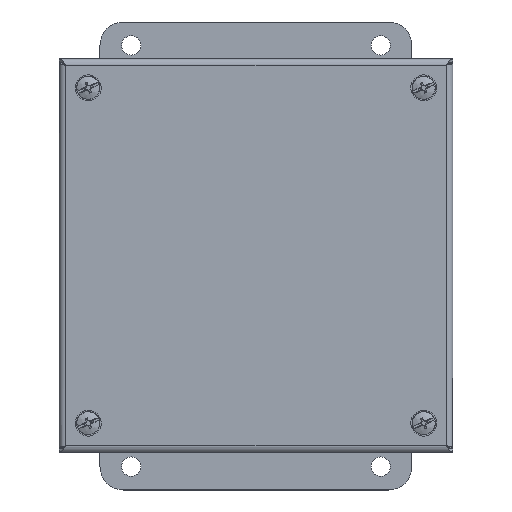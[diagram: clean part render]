
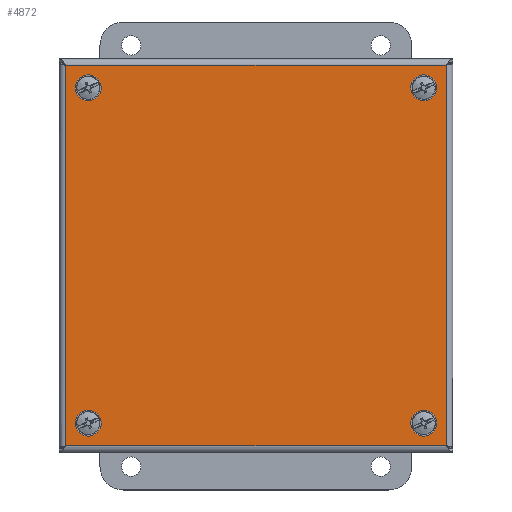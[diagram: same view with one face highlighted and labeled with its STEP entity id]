
A CAD part, top view. The second image highlights one B-rep face of the part: STEP entity #4872.
In plain terms, the highlighted planar face has unit normal (0, 0, 1).
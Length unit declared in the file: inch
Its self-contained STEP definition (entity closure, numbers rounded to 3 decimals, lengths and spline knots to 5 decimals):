
#534=FACE_BOUND('',#1189,.T.);
#535=FACE_BOUND('',#1190,.T.);
#536=FACE_BOUND('',#1191,.T.);
#537=FACE_BOUND('',#1192,.T.);
#668=PLANE('',#5431);
#895=FACE_OUTER_BOUND('',#1188,.T.);
#1188=EDGE_LOOP('',(#4162,#4163,#4164,#4165));
#1189=EDGE_LOOP('',(#4166,#4167));
#1190=EDGE_LOOP('',(#4168,#4169));
#1191=EDGE_LOOP('',(#4170,#4171));
#1192=EDGE_LOOP('',(#4172,#4173));
#1582=LINE('',#8172,#1981);
#1593=LINE('',#8372,#1992);
#1599=LINE('',#8408,#1998);
#1600=LINE('',#8412,#1999);
#1981=VECTOR('',#6365,0.3937);
#1992=VECTOR('',#6388,0.3937);
#1998=VECTOR('',#6430,0.3937);
#1999=VECTOR('',#6437,0.3937);
#2157=CIRCLE('',#5411,0.1405);
#2158=CIRCLE('',#5412,0.1405);
#2160=CIRCLE('',#5415,0.1405);
#2161=CIRCLE('',#5416,0.1405);
#2163=CIRCLE('',#5419,0.1405);
#2164=CIRCLE('',#5420,0.1405);
#2166=CIRCLE('',#5423,0.1405);
#2167=CIRCLE('',#5424,0.1405);
#2462=VERTEX_POINT('',#7957);
#2478=VERTEX_POINT('',#8075);
#2489=VERTEX_POINT('',#8171);
#2493=VERTEX_POINT('',#8308);
#2494=VERTEX_POINT('',#8374);
#2495=VERTEX_POINT('',#8375);
#2497=VERTEX_POINT('',#8382);
#2498=VERTEX_POINT('',#8383);
#2500=VERTEX_POINT('',#8390);
#2501=VERTEX_POINT('',#8391);
#2503=VERTEX_POINT('',#8398);
#2504=VERTEX_POINT('',#8399);
#3056=EDGE_CURVE('',#2489,#2478,#1582,.T.);
#3076=EDGE_CURVE('',#2462,#2493,#1593,.T.);
#3077=EDGE_CURVE('',#2494,#2495,#2157,.T.);
#3078=EDGE_CURVE('',#2495,#2494,#2158,.T.);
#3081=EDGE_CURVE('',#2497,#2498,#2160,.T.);
#3082=EDGE_CURVE('',#2498,#2497,#2161,.T.);
#3085=EDGE_CURVE('',#2500,#2501,#2163,.T.);
#3086=EDGE_CURVE('',#2501,#2500,#2164,.T.);
#3089=EDGE_CURVE('',#2503,#2504,#2166,.T.);
#3090=EDGE_CURVE('',#2504,#2503,#2167,.T.);
#3094=EDGE_CURVE('',#2478,#2462,#1599,.T.);
#3095=EDGE_CURVE('',#2493,#2489,#1600,.T.);
#4162=ORIENTED_EDGE('',*,*,#3056,.T.);
#4163=ORIENTED_EDGE('',*,*,#3094,.T.);
#4164=ORIENTED_EDGE('',*,*,#3076,.T.);
#4165=ORIENTED_EDGE('',*,*,#3095,.T.);
#4166=ORIENTED_EDGE('',*,*,#3077,.T.);
#4167=ORIENTED_EDGE('',*,*,#3078,.T.);
#4168=ORIENTED_EDGE('',*,*,#3081,.T.);
#4169=ORIENTED_EDGE('',*,*,#3082,.T.);
#4170=ORIENTED_EDGE('',*,*,#3085,.T.);
#4171=ORIENTED_EDGE('',*,*,#3086,.T.);
#4172=ORIENTED_EDGE('',*,*,#3089,.T.);
#4173=ORIENTED_EDGE('',*,*,#3090,.T.);
#4872=ADVANCED_FACE('',(#895,#534,#535,#536,#537),#668,.T.);
#5411=AXIS2_PLACEMENT_3D('',#8376,#6391,#6392);
#5412=AXIS2_PLACEMENT_3D('',#8377,#6393,#6394);
#5415=AXIS2_PLACEMENT_3D('',#8384,#6400,#6401);
#5416=AXIS2_PLACEMENT_3D('',#8385,#6402,#6403);
#5419=AXIS2_PLACEMENT_3D('',#8392,#6409,#6410);
#5420=AXIS2_PLACEMENT_3D('',#8393,#6411,#6412);
#5423=AXIS2_PLACEMENT_3D('',#8400,#6418,#6419);
#5424=AXIS2_PLACEMENT_3D('',#8401,#6420,#6421);
#5431=AXIS2_PLACEMENT_3D('',#8413,#6438,#6439);
#6365=DIRECTION('',(0.,-1.,0.));
#6388=DIRECTION('',(0.,1.,0.));
#6391=DIRECTION('center_axis',(0.,0.,-1.));
#6392=DIRECTION('ref_axis',(1.,0.,0.));
#6393=DIRECTION('center_axis',(0.,0.,-1.));
#6394=DIRECTION('ref_axis',(1.,0.,0.));
#6400=DIRECTION('center_axis',(0.,0.,-1.));
#6401=DIRECTION('ref_axis',(1.,0.,0.));
#6402=DIRECTION('center_axis',(0.,0.,-1.));
#6403=DIRECTION('ref_axis',(1.,0.,0.));
#6409=DIRECTION('center_axis',(0.,0.,-1.));
#6410=DIRECTION('ref_axis',(1.,0.,0.));
#6411=DIRECTION('center_axis',(0.,0.,-1.));
#6412=DIRECTION('ref_axis',(1.,0.,0.));
#6418=DIRECTION('center_axis',(0.,0.,-1.));
#6419=DIRECTION('ref_axis',(1.,0.,0.));
#6420=DIRECTION('center_axis',(0.,0.,-1.));
#6421=DIRECTION('ref_axis',(1.,0.,0.));
#6430=DIRECTION('',(1.,0.,0.));
#6437=DIRECTION('',(-1.,0.,0.));
#6438=DIRECTION('center_axis',(0.,0.,1.));
#6439=DIRECTION('ref_axis',(1.,0.,0.));
#7957=CARTESIAN_POINT('',(3.05038,-3.05038,0.059));
#8075=CARTESIAN_POINT('',(-3.05038,-3.05038,0.059));
#8171=CARTESIAN_POINT('',(-3.05038,3.05038,0.059));
#8172=CARTESIAN_POINT('',(-3.05038,1.52519,0.059));
#8308=CARTESIAN_POINT('',(3.05038,3.05038,0.059));
#8372=CARTESIAN_POINT('',(3.05038,-1.52519,0.059));
#8374=CARTESIAN_POINT('',(2.828,-2.6875,0.059));
#8375=CARTESIAN_POINT('',(2.547,-2.6875,0.059));
#8376=CARTESIAN_POINT('Origin',(2.6875,-2.6875,0.059));
#8377=CARTESIAN_POINT('Origin',(2.6875,-2.6875,0.059));
#8382=CARTESIAN_POINT('',(-2.547,-2.6875,0.059));
#8383=CARTESIAN_POINT('',(-2.828,-2.6875,0.059));
#8384=CARTESIAN_POINT('Origin',(-2.6875,-2.6875,0.059));
#8385=CARTESIAN_POINT('Origin',(-2.6875,-2.6875,0.059));
#8390=CARTESIAN_POINT('',(2.828,2.6875,0.059));
#8391=CARTESIAN_POINT('',(2.547,2.6875,0.059));
#8392=CARTESIAN_POINT('Origin',(2.6875,2.6875,0.059));
#8393=CARTESIAN_POINT('Origin',(2.6875,2.6875,0.059));
#8398=CARTESIAN_POINT('',(-2.547,2.6875,0.059));
#8399=CARTESIAN_POINT('',(-2.828,2.6875,0.059));
#8400=CARTESIAN_POINT('Origin',(-2.6875,2.6875,0.059));
#8401=CARTESIAN_POINT('Origin',(-2.6875,2.6875,0.059));
#8408=CARTESIAN_POINT('',(-1.52519,-3.05038,0.059));
#8412=CARTESIAN_POINT('',(1.52519,3.05038,0.059));
#8413=CARTESIAN_POINT('Origin',(0.,0.,
0.059));
